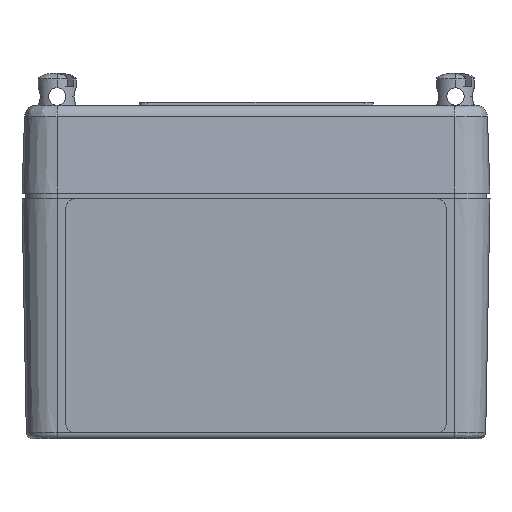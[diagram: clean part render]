
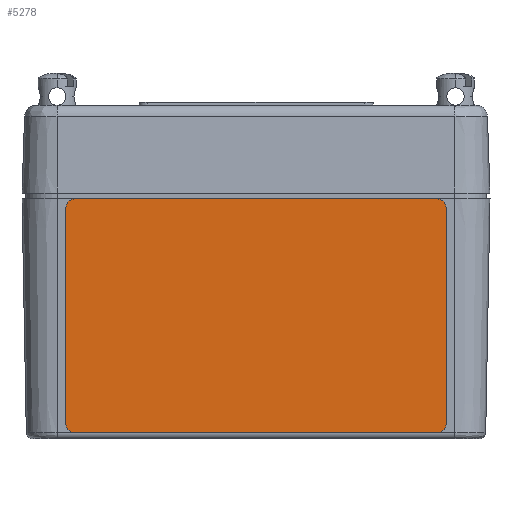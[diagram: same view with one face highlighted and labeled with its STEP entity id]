
A CAD part, left-side view. The second image highlights one B-rep face of the part: STEP entity #5278.
In plain terms, the highlighted planar face has unit normal (-1, 0, -0.018).
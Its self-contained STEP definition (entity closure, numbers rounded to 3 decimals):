
#59 = PLANE ( 'NONE',  #4995 ) ;
#376 = ORIENTED_EDGE ( 'NONE', *, *, #5986, .T. ) ;
#396 = CARTESIAN_POINT ( 'NONE',  ( -62.268, -31., 0.998 ) ) ;
#442 = LINE ( 'NONE', #4003, #2042 ) ;
#547 = EDGE_LOOP ( 'NONE', ( #7009, #1690, #8312, #376, #6064, #7394, #1235, #1840 ) ) ;
#586 = VECTOR ( 'NONE', #8180, 1000. ) ;
#1177 = VECTOR ( 'NONE', #2895, 1000. ) ;
#1183 = CARTESIAN_POINT ( 'NONE',  ( -62.296, 32.5, 2.497 ) ) ;
#1214 = LINE ( 'NONE', #5294, #4563 ) ;
#1235 = ORIENTED_EDGE ( 'NONE', *, *, #4447, .T. ) ;
#1380 = DIRECTION ( 'NONE',  ( 0., 1., 0. ) ) ;
#1485 = EDGE_CURVE ( 'NONE', #3143, #6168, #1214, .T. ) ;
#1651 = DIRECTION ( 'NONE',  ( -1., 0., -0.018 ) ) ;
#1690 = ORIENTED_EDGE ( 'NONE', *, *, #6663, .T. ) ;
#1840 = ORIENTED_EDGE ( 'NONE', *, *, #6914, .T. ) ;
#1878 = EDGE_CURVE ( 'NONE', #5231, #7505, #8125, .T. ) ;
#2042 = VECTOR ( 'NONE', #1380, 1000. ) ;
#2429 = DIRECTION ( 'NONE',  ( -1., 0., -0.018 ) ) ;
#2486 = CARTESIAN_POINT ( 'NONE',  ( -62.296, -32.5, 2.497 ) ) ;
#2630 = DIRECTION ( 'NONE',  ( -1., 0., -0.018 ) ) ;
#2631 = DIRECTION ( 'NONE',  ( 0., -1., 0. ) ) ;
#2846 = AXIS2_PLACEMENT_3D ( 'NONE', #6575, #2630, #7227 ) ;
#2895 = DIRECTION ( 'NONE',  ( -0.018, 0., 1. ) ) ;
#2941 = VERTEX_POINT ( 'NONE', #5580 ) ;
#2957 = LINE ( 'NONE', #6175, #1177 ) ;
#3143 = VERTEX_POINT ( 'NONE', #8400 ) ;
#3423 = CARTESIAN_POINT ( 'NONE',  ( -62.972, -31., 39.491 ) ) ;
#3425 = CARTESIAN_POINT ( 'NONE',  ( -62.972, -32.5, 39.491 ) ) ;
#3520 = VERTEX_POINT ( 'NONE', #1183 ) ;
#3598 = DIRECTION ( 'NONE',  ( -1., 0., -0.018 ) ) ;
#3906 = CARTESIAN_POINT ( 'NONE',  ( -63., -31., 40.991 ) ) ;
#3940 = EDGE_CURVE ( 'NONE', #4665, #2941, #6178, .T. ) ;
#4003 = CARTESIAN_POINT ( 'NONE',  ( -63., 31., 40.991 ) ) ;
#4081 = DIRECTION ( 'NONE',  ( 0., 1., 0. ) ) ;
#4447 = EDGE_CURVE ( 'NONE', #6168, #6298, #5655, .T. ) ;
#4563 = VECTOR ( 'NONE', #2631, 1000. ) ;
#4665 = VERTEX_POINT ( 'NONE', #5984 ) ;
#4995 = AXIS2_PLACEMENT_3D ( 'NONE', #3423, #7998, #4081 ) ;
#5231 = VERTEX_POINT ( 'NONE', #3425 ) ;
#5278 = ADVANCED_FACE ( 'NONE', ( #6017 ), #59, .F. ) ;
#5290 = AXIS2_PLACEMENT_3D ( 'NONE', #5601, #1651, #6277 ) ;
#5294 = CARTESIAN_POINT ( 'NONE',  ( -62.268, 31., 0.998 ) ) ;
#5580 = CARTESIAN_POINT ( 'NONE',  ( -62.972, 32.5, 39.491 ) ) ;
#5601 = CARTESIAN_POINT ( 'NONE',  ( -62.296, -31., 2.497 ) ) ;
#5655 = CIRCLE ( 'NONE', #5290, 1.5 ) ;
#5984 = CARTESIAN_POINT ( 'NONE',  ( -63., 31., 40.991 ) ) ;
#5986 = EDGE_CURVE ( 'NONE', #2941, #3520, #7399, .T. ) ;
#6017 = FACE_OUTER_BOUND ( 'NONE', #547, .T. ) ;
#6064 = ORIENTED_EDGE ( 'NONE', *, *, #8010, .T. ) ;
#6168 = VERTEX_POINT ( 'NONE', #396 ) ;
#6175 = CARTESIAN_POINT ( 'NONE',  ( -62.296, -32.5, 2.497 ) ) ;
#6178 = CIRCLE ( 'NONE', #7350, 1.5 ) ;
#6209 = CARTESIAN_POINT ( 'NONE',  ( -62.296, 32.5, 2.497 ) ) ;
#6277 = DIRECTION ( 'NONE',  ( 0., 1., 0. ) ) ;
#6298 = VERTEX_POINT ( 'NONE', #2486 ) ;
#6386 = CARTESIAN_POINT ( 'NONE',  ( -62.972, -31., 39.491 ) ) ;
#6527 = AXIS2_PLACEMENT_3D ( 'NONE', #6386, #2429, #7033 ) ;
#6575 = CARTESIAN_POINT ( 'NONE',  ( -62.296, 31., 2.497 ) ) ;
#6663 = EDGE_CURVE ( 'NONE', #7505, #4665, #442, .T. ) ;
#6696 = CIRCLE ( 'NONE', #2846, 1.5 ) ;
#6914 = EDGE_CURVE ( 'NONE', #6298, #5231, #2957, .T. ) ;
#7009 = ORIENTED_EDGE ( 'NONE', *, *, #1878, .T. ) ;
#7033 = DIRECTION ( 'NONE',  ( 0., 1., 0. ) ) ;
#7227 = DIRECTION ( 'NONE',  ( 0., 1., 0. ) ) ;
#7350 = AXIS2_PLACEMENT_3D ( 'NONE', #7516, #3598, #8181 ) ;
#7394 = ORIENTED_EDGE ( 'NONE', *, *, #1485, .T. ) ;
#7399 = LINE ( 'NONE', #6209, #586 ) ;
#7505 = VERTEX_POINT ( 'NONE', #3906 ) ;
#7516 = CARTESIAN_POINT ( 'NONE',  ( -62.972, 31., 39.491 ) ) ;
#7998 = DIRECTION ( 'NONE',  ( 1., 0., 0.018 ) ) ;
#8010 = EDGE_CURVE ( 'NONE', #3520, #3143, #6696, .T. ) ;
#8125 = CIRCLE ( 'NONE', #6527, 1.5 ) ;
#8180 = DIRECTION ( 'NONE',  ( 0.018, 0., -1. ) ) ;
#8181 = DIRECTION ( 'NONE',  ( 0., 1., 0. ) ) ;
#8312 = ORIENTED_EDGE ( 'NONE', *, *, #3940, .T. ) ;
#8400 = CARTESIAN_POINT ( 'NONE',  ( -62.268, 31., 0.998 ) ) ;
